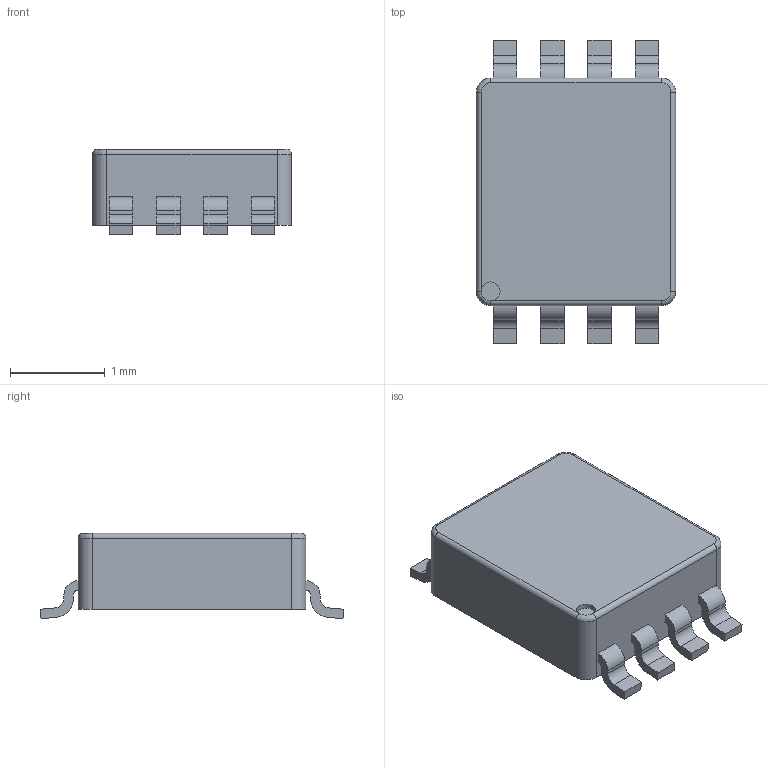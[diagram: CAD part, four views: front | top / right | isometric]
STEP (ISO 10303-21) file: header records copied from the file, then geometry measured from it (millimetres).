
FILE_DESCRIPTION (( 'STEP AP214' ), '1' );
FILE_NAME ('User Library-VSSOP8-1.STEP', '2018-12-17T08:36:06', ( '' ), ( '' ), 'SwSTEP 2.0', 'SolidWorks 2018', '' );
FILE_SCHEMA (( 'AUTOMOTIVE_DESIGN' ));
Length unit declared in the file: millimetre
Products named in the file (6): User Library-VSSOP8-1; User Library-VSSOP8-1_Imported_5; User Library-VSSOP8-1_Imported_2; User Library-VSSOP8-1_Imported; User Library-VSSOP8-1_Imported_3; User Library-VSSOP8-1_Imported_4
Assembly tree (5 placements, depth 2):
  User Library-VSSOP8-1
    User Library-VSSOP8-1_Imported
    User Library-VSSOP8-1_Imported_2
    User Library-VSSOP8-1_Imported_3
    User Library-VSSOP8-1_Imported_4
    User Library-VSSOP8-1_Imported_5
Bounding box: 2.1 x 3.2 x 0.9 mm (x, y, z)
Volume: 4.4 mm3; surface area: 27 mm2
Topology: 5 solids, 5 shells, 109 faces, 286 edges, 187 vertices
Faces by surface type: plane 63, cylinder 42, bspline 4
Entity records: 4842 total; most frequent: CARTESIAN_POINT 659, DIRECTION 594, ORIENTED_EDGE 572, EDGE_CURVE 286, VECTOR 198, AXIS2_PLACEMENT_3D 198, LINE 198, VERTEX_POINT 187
